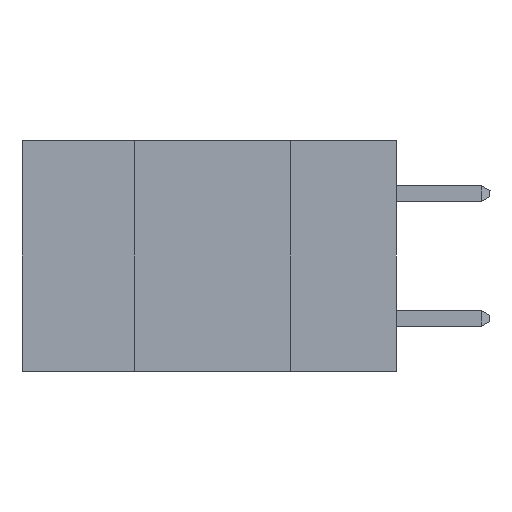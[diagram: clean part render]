
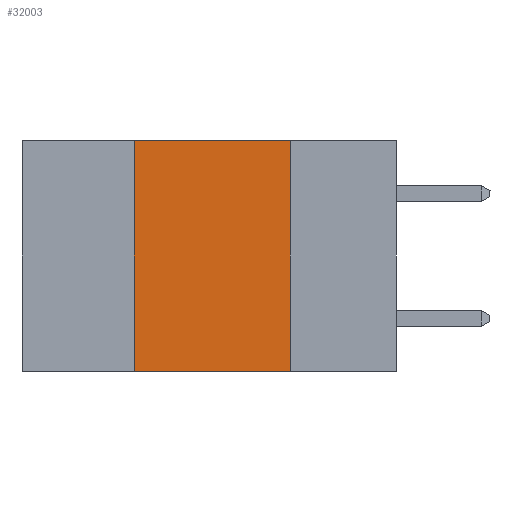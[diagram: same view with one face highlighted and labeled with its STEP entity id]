
A CAD part, left-side view. The second image highlights one B-rep face of the part: STEP entity #32003.
In plain terms, the highlighted planar face has unit normal (-1, 0, 0).
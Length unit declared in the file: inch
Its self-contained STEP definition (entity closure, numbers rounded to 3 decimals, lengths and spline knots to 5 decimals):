
#852 = PLANE ( 'NONE',  #24586 ) ;
#1079 = DIRECTION ( 'NONE',  ( 0., 0., -1. ) ) ;
#1869 = CARTESIAN_POINT ( 'NONE',  ( 0., 0.17, 0. ) ) ;
#2452 = EDGE_CURVE ( 'NONE', #19090, #23352, #6167, .T. ) ;
#2864 = ORIENTED_EDGE ( 'NONE', *, *, #19721, .T. ) ;
#3310 = DIRECTION ( 'NONE',  ( 0., -1., 0. ) ) ;
#3426 = CARTESIAN_POINT ( 'NONE',  ( 0., 0.6, -0.37 ) ) ;
#4391 = DIRECTION ( 'NONE',  ( 0., 0., 1. ) ) ;
#4907 = FACE_OUTER_BOUND ( 'NONE', #14809, .T. ) ;
#6096 = EDGE_CURVE ( 'NONE', #30442, #19090, #16671, .T. ) ;
#6167 = LINE ( 'NONE', #9965, #21927 ) ;
#7238 = LINE ( 'NONE', #3426, #28151 ) ;
#8703 = ORIENTED_EDGE ( 'NONE', *, *, #6096, .F. ) ;
#9965 = CARTESIAN_POINT ( 'NONE',  ( 0., 0.6, 0. ) ) ;
#10944 = CARTESIAN_POINT ( 'NONE',  ( 0., 0.6, 0. ) ) ;
#14809 = EDGE_LOOP ( 'NONE', ( #22308, #17004, #8703, #2864 ) ) ;
#14867 = CARTESIAN_POINT ( 'NONE',  ( 0., 0.42, 0. ) ) ;
#16671 = LINE ( 'NONE', #32109, #31313 ) ;
#17004 = ORIENTED_EDGE ( 'NONE', *, *, #2452, .F. ) ;
#19090 = VERTEX_POINT ( 'NONE', #14867 ) ;
#19721 = EDGE_CURVE ( 'NONE', #30442, #30550, #7238, .T. ) ;
#21463 = DIRECTION ( 'NONE',  ( 1., 0., 0. ) ) ;
#21927 = VECTOR ( 'NONE', #22895, 39.37008 ) ;
#22308 = ORIENTED_EDGE ( 'NONE', *, *, #24398, .F. ) ;
#22895 = DIRECTION ( 'NONE',  ( 0., -1., 0. ) ) ;
#23352 = VERTEX_POINT ( 'NONE', #28993 ) ;
#24398 = EDGE_CURVE ( 'NONE', #23352, #30550, #24698, .T. ) ;
#24586 = AXIS2_PLACEMENT_3D ( 'NONE', #10944, #21463, #1079 ) ;
#24698 = LINE ( 'NONE', #1869, #29827 ) ;
#24818 = DIRECTION ( 'NONE',  ( 0., 0., -1. ) ) ;
#28151 = VECTOR ( 'NONE', #3310, 39.37008 ) ;
#28850 = CARTESIAN_POINT ( 'NONE',  ( 0., 0.42, -0.37 ) ) ;
#28993 = CARTESIAN_POINT ( 'NONE',  ( 0., 0.17, 0. ) ) ;
#29827 = VECTOR ( 'NONE', #24818, 39.37008 ) ;
#30442 = VERTEX_POINT ( 'NONE', #28850 ) ;
#30550 = VERTEX_POINT ( 'NONE', #32179 ) ;
#31313 = VECTOR ( 'NONE', #4391, 39.37008 ) ;
#32003 = ADVANCED_FACE ( 'NONE', ( #4907 ), #852, .F. ) ;
#32109 = CARTESIAN_POINT ( 'NONE',  ( 0., 0.42, 0. ) ) ;
#32179 = CARTESIAN_POINT ( 'NONE',  ( 0., 0.17, -0.37 ) ) ;
